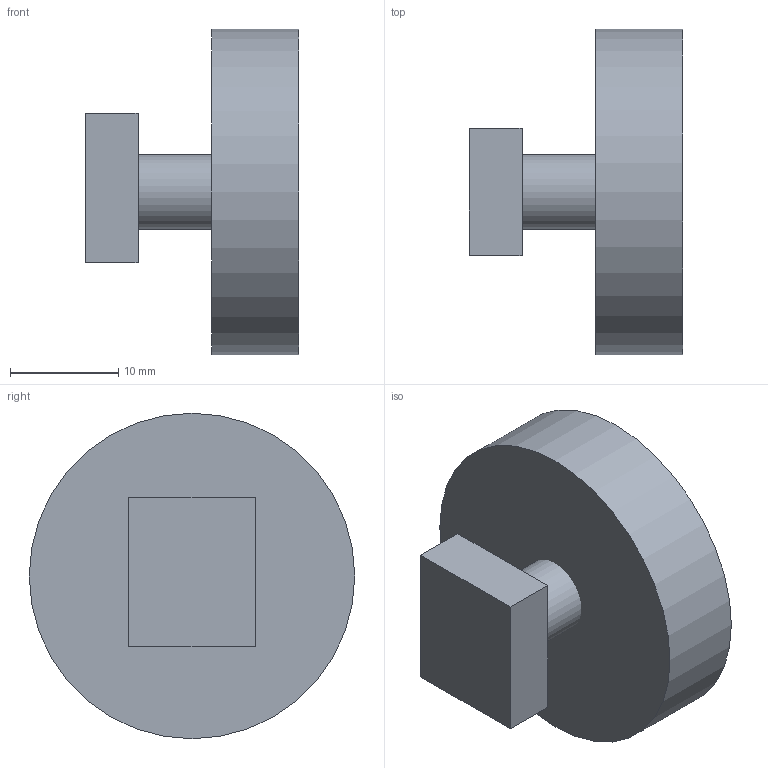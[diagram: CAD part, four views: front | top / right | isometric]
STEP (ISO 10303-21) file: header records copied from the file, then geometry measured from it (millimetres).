
FILE_DESCRIPTION(/* description */ (''),/* implementation_level */ '2;1');
FILE_NAME(/* name */ 'Right angle encoder.step',/* time_stamp */ '2022-08-28T09:03:05-07:00',/* author */ (''),/* organization */ (''),/* preprocessor_version */ 'ST-DEVELOPER v19',/* originating_system */ 'Autodesk Translation Framework v11.7.0.108',/* authorisation */ '');
FILE_SCHEMA (('AUTOMOTIVE_DESIGN { 1 0 10303 214 3 1 1 }'));
Length unit declared in the file: millimetre
Products named in the file (1): Right angle encoder
Bounding box: 19.65 x 30 x 30 mm (x, y, z)
Volume: 6762.3 mm3; surface area: 3226.2 mm2
Topology: 3 solids, 3 shells, 13 faces, 21 edges, 14 vertices
Faces by surface type: plane 10, cylinder 3
Full cylindrical faces by diameter (mm): 6 x1, 6.9 x1, 30 x1
Entity records: 350 total; most frequent: DIRECTION 55, CARTESIAN_POINT 49, ORIENTED_EDGE 42, EDGE_CURVE 21, AXIS2_PLACEMENT_3D 20, EDGE_LOOP 15, LINE 15, VECTOR 15
